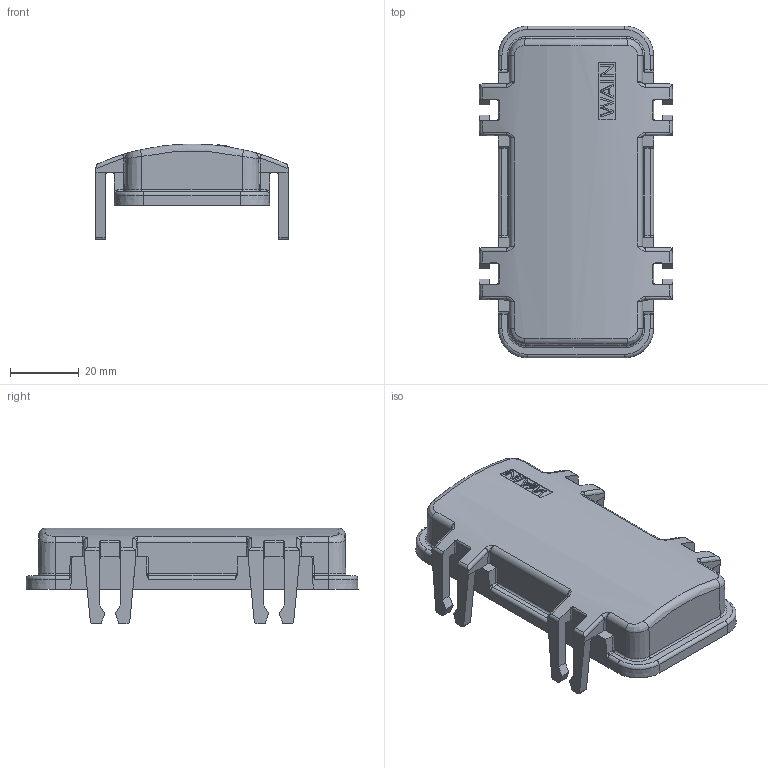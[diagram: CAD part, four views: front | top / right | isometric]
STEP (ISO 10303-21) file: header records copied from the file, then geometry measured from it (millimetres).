
FILE_DESCRIPTION((''),'2;1');
FILE_NAME('MANIFOLD_SOLID_BREP_2253_AF0','2018-08-28T',('zl.chen'),(''),'PRO/ENGINEER BY PARAMETRIC TECHNOLOGY CORPORATION, 2013430','PRO/ENGINEER BY PARAMETRIC TECHNOLOGY CORPORATION, 2013430','');
FILE_SCHEMA(('CONFIG_CONTROL_DESIGN'));
Length unit declared in the file: millimetre
Products named in the file (1): MANIFOLD_SOLID_BREP_2253_AF0
Bounding box: 56.28 x 96.68 x 27.94 mm (x, y, z)
Volume: 19501.5 mm3; surface area: 18640.3 mm2
Topology: 1 solids, 1 shells, 455 faces, 1194 edges, 735 vertices
Faces by surface type: plane 215, cylinder 129, bspline 60, torus 24, cone 20, sphere 7
Entity records: 16513 total; most frequent: CARTESIAN_POINT 6132, ORIENTED_EDGE 2358, DIRECTION 1831, EDGE_CURVE 1179, VERTEX_POINT 735, VECTOR 695, LINE 695, AXIS2_PLACEMENT_3D 568
